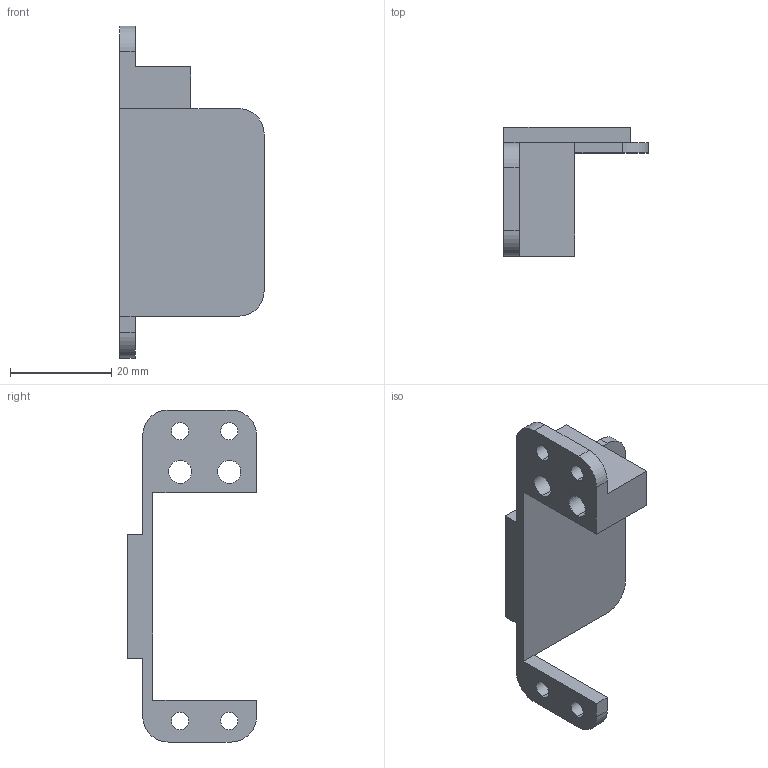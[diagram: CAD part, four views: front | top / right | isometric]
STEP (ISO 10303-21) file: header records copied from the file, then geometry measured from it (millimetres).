
FILE_DESCRIPTION (( 'STEP AP214' ), '1' );
FILE_NAME ('rumah servo gede.STEP', '2025-05-22T10:20:27', ( '' ), ( '' ), 'SwSTEP 2.0', 'SolidWorks 2023', '' );
FILE_SCHEMA (( 'AUTOMOTIVE_DESIGN' ));
Length unit declared in the file: millimetre
Products named in the file (1): rumah servo gede
Bounding box: 28.45 x 25.4 x 65.45 mm (x, y, z)
Volume: 5975.3 mm3; surface area: 5447.3 mm2
Topology: 1 solids, 1 shells, 42 faces, 118 edges, 78 vertices
Faces by surface type: plane 24, cylinder 18
Entity records: 1409 total; most frequent: DIRECTION 240, CARTESIAN_POINT 239, ORIENTED_EDGE 236, EDGE_CURVE 118, VECTOR 82, LINE 82, AXIS2_PLACEMENT_3D 79, VERTEX_POINT 78
